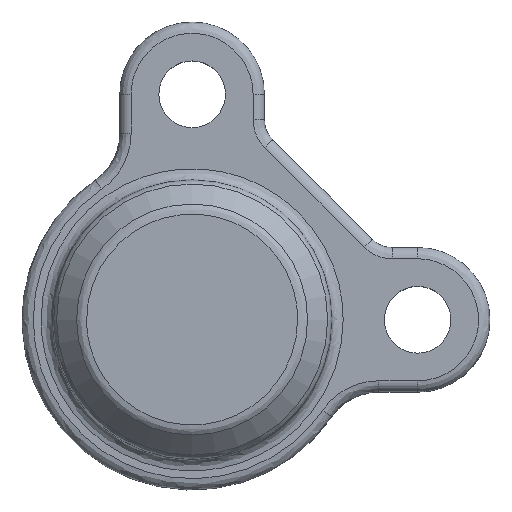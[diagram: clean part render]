
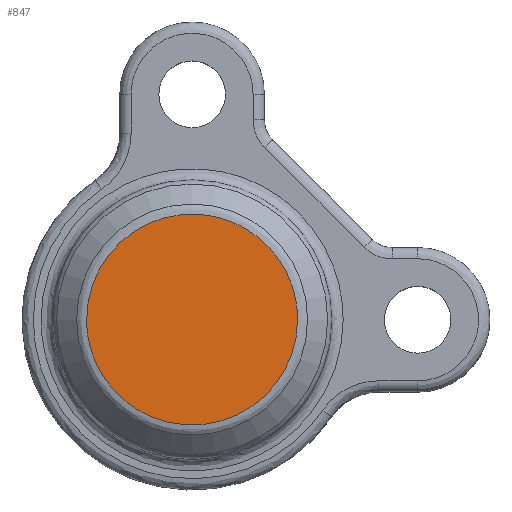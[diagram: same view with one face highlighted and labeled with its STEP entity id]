
A CAD part, top view. The second image highlights one B-rep face of the part: STEP entity #847.
In plain terms, the highlighted planar face has unit normal (0, 0, 1).
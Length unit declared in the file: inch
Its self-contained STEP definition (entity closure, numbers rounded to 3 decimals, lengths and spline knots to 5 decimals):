
#81 = CARTESIAN_POINT ( 'NONE',  ( 0.29275, 0., 0.61024 ) ) ;
#552 = DIRECTION ( 'NONE',  ( 0., 0., 1. ) ) ;
#722 =( BOUNDED_CURVE ( )  B_SPLINE_CURVE ( 3, ( #81, #1406, #3340, #1714 ),
 .UNSPECIFIED., .F., .F. ) 
 B_SPLINE_CURVE_WITH_KNOTS ( ( 4, 4 ),
 ( 0., 1. ),
 .UNSPECIFIED. ) 
 CURVE ( )  GEOMETRIC_REPRESENTATION_ITEM ( )  RATIONAL_B_SPLINE_CURVE ( ( 1., 0.333, 0.333, 1. ) ) 
 REPRESENTATION_ITEM ( '' )  );
#847 = ADVANCED_FACE ( 'NONE', ( #2462 ), #1084, .T. ) ;
#962 = CARTESIAN_POINT ( 'NONE',  ( -0.29275, 0., 0.61024 ) ) ;
#985 =( BOUNDED_CURVE ( )  B_SPLINE_CURVE ( 3, ( #962, #2304, #2057, #3410 ),
 .UNSPECIFIED., .F., .F. ) 
 B_SPLINE_CURVE_WITH_KNOTS ( ( 4, 4 ),
 ( 0., 1. ),
 .UNSPECIFIED. ) 
 CURVE ( )  GEOMETRIC_REPRESENTATION_ITEM ( )  RATIONAL_B_SPLINE_CURVE ( ( 1., 0.333, 0.333, 1. ) ) 
 REPRESENTATION_ITEM ( '' )  );
#1084 = PLANE ( 'NONE',  #3106 ) ;
#1406 = CARTESIAN_POINT ( 'NONE',  ( 0.29275, -0.58549, 0.61024 ) ) ;
#1560 = EDGE_CURVE ( 'NONE', #1870, #2135, #985, .T. ) ;
#1714 = CARTESIAN_POINT ( 'NONE',  ( -0.29275, 0., 0.61024 ) ) ;
#1870 = VERTEX_POINT ( 'NONE', #2636 ) ;
#2057 = CARTESIAN_POINT ( 'NONE',  ( 0.29275, 0.58549, 0.61024 ) ) ;
#2095 = CARTESIAN_POINT ( 'NONE',  ( 0.29275, 0., 0.61024 ) ) ;
#2135 = VERTEX_POINT ( 'NONE', #2095 ) ;
#2171 = CARTESIAN_POINT ( 'NONE',  ( 0., 0., 0.61024 ) ) ;
#2299 = ORIENTED_EDGE ( 'NONE', *, *, #3289, .F. ) ;
#2304 = CARTESIAN_POINT ( 'NONE',  ( -0.29275, 0.58549, 0.61024 ) ) ;
#2462 = FACE_OUTER_BOUND ( 'NONE', #2900, .T. ) ;
#2636 = CARTESIAN_POINT ( 'NONE',  ( -0.29275, 0., 0.61024 ) ) ;
#2900 = EDGE_LOOP ( 'NONE', ( #3275, #2299 ) ) ;
#3106 = AXIS2_PLACEMENT_3D ( 'NONE', #2171, #552, #3251 ) ;
#3251 = DIRECTION ( 'NONE',  ( 1., 0., 0. ) ) ;
#3275 = ORIENTED_EDGE ( 'NONE', *, *, #1560, .F. ) ;
#3289 = EDGE_CURVE ( 'NONE', #2135, #1870, #722, .T. ) ;
#3340 = CARTESIAN_POINT ( 'NONE',  ( -0.29275, -0.58549, 0.61024 ) ) ;
#3410 = CARTESIAN_POINT ( 'NONE',  ( 0.29275, 0., 0.61024 ) ) ;
